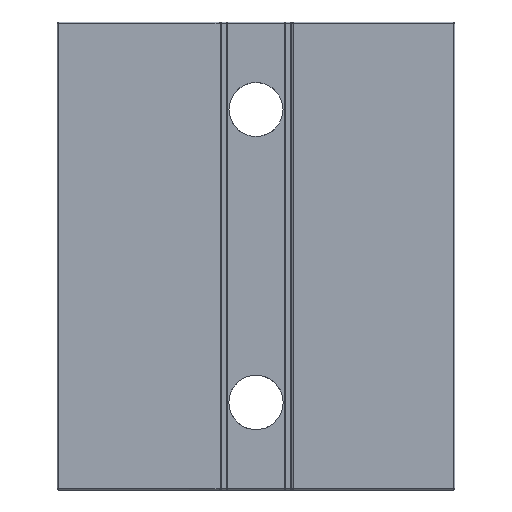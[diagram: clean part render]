
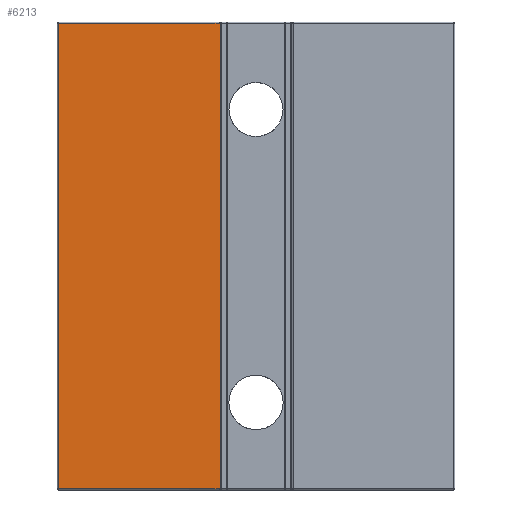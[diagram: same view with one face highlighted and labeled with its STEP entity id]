
A CAD part, front view. The second image highlights one B-rep face of the part: STEP entity #6213.
In plain terms, the highlighted planar face has unit normal (0, -1, 0).
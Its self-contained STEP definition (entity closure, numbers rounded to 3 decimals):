
#137 = LINE ( 'NONE', #1657, #1346 ) ;
#138 = VECTOR ( 'NONE', #7975, 1000. ) ;
#693 = CARTESIAN_POINT ( 'NONE',  ( -33.8, 0., 0.2 ) ) ;
#1088 = DIRECTION ( 'NONE',  ( 1., 0., 0. ) ) ;
#1346 = VECTOR ( 'NONE', #3721, 1000. ) ;
#1373 = VECTOR ( 'NONE', #1088, 1000. ) ;
#1391 = VECTOR ( 'NONE', #2214, 1000. ) ;
#1408 = EDGE_CURVE ( 'NONE', #5313, #5485, #3438, .T. ) ;
#1657 = CARTESIAN_POINT ( 'NONE',  ( -33.8, 0., 80. ) ) ;
#1720 = ORIENTED_EDGE ( 'NONE', *, *, #1408, .F. ) ;
#1723 = PLANE ( 'NONE',  #8157 ) ;
#1751 = CARTESIAN_POINT ( 'NONE',  ( 0., 0., 80. ) ) ;
#1840 = FACE_OUTER_BOUND ( 'NONE', #7858, .T. ) ;
#2214 = DIRECTION ( 'NONE',  ( 0., 0., -1. ) ) ;
#2440 = DIRECTION ( 'NONE',  ( 0., -1., 0. ) ) ;
#2500 = EDGE_CURVE ( 'NONE', #6464, #5485, #8294, .T. ) ;
#2635 = ORIENTED_EDGE ( 'NONE', *, *, #3415, .T. ) ;
#3194 = CARTESIAN_POINT ( 'NONE',  ( -6.15, 0., 0.2 ) ) ;
#3415 = EDGE_CURVE ( 'NONE', #5313, #4971, #8610, .T. ) ;
#3438 = LINE ( 'NONE', #5243, #1391 ) ;
#3721 = DIRECTION ( 'NONE',  ( 0., 0., -1. ) ) ;
#3805 = CARTESIAN_POINT ( 'NONE',  ( 0., 0., 79.8 ) ) ;
#4861 = ORIENTED_EDGE ( 'NONE', *, *, #2500, .T. ) ;
#4971 = VERTEX_POINT ( 'NONE', #7653 ) ;
#5001 = CARTESIAN_POINT ( 'NONE',  ( -6.15, 0., 0.2 ) ) ;
#5243 = CARTESIAN_POINT ( 'NONE',  ( -6.15, 0., 80. ) ) ;
#5313 = VERTEX_POINT ( 'NONE', #6758 ) ;
#5485 = VERTEX_POINT ( 'NONE', #5001 ) ;
#5957 = ORIENTED_EDGE ( 'NONE', *, *, #7090, .T. ) ;
#6213 = ADVANCED_FACE ( 'NONE', ( #1840 ), #1723, .T. ) ;
#6464 = VERTEX_POINT ( 'NONE', #693 ) ;
#6758 = CARTESIAN_POINT ( 'NONE',  ( -6.15, 0., 79.8 ) ) ;
#7090 = EDGE_CURVE ( 'NONE', #4971, #6464, #137, .T. ) ;
#7277 = DIRECTION ( 'NONE',  ( 1., 0., 0. ) ) ;
#7653 = CARTESIAN_POINT ( 'NONE',  ( -33.8, 0., 79.8 ) ) ;
#7858 = EDGE_LOOP ( 'NONE', ( #1720, #2635, #5957, #4861 ) ) ;
#7975 = DIRECTION ( 'NONE',  ( -1., 0., 0. ) ) ;
#8157 = AXIS2_PLACEMENT_3D ( 'NONE', #1751, #2440, #7277 ) ;
#8294 = LINE ( 'NONE', #3194, #1373 ) ;
#8610 = LINE ( 'NONE', #3805, #138 ) ;
